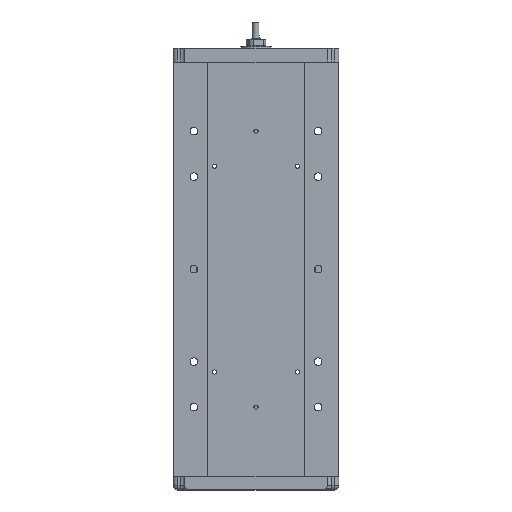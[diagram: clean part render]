
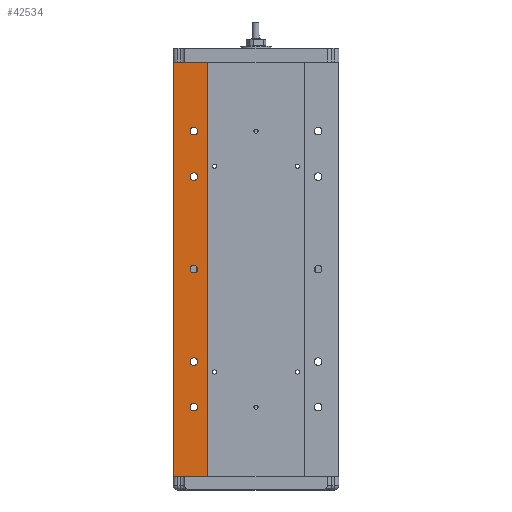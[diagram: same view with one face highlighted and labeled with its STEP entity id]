
A CAD part, front view. The second image highlights one B-rep face of the part: STEP entity #42534.
In plain terms, the highlighted planar face has unit normal (0, -1, 0).
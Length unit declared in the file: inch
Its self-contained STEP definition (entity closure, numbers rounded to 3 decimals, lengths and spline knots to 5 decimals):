
#530 = DIRECTION ( 'NONE',  ( 0., 0., 1. ) ) ;
#753 = LINE ( 'NONE', #3811, #24081 ) ;
#982 = CARTESIAN_POINT ( 'NONE',  ( -1.77165, -0.24139, 0.4122 ) ) ;
#1155 = AXIS2_PLACEMENT_3D ( 'NONE', #23444, #19733, #26684 ) ;
#1470 = CARTESIAN_POINT ( 'NONE',  ( -2.3622, -0.24139, 6.20945 ) ) ;
#1675 = ORIENTED_EDGE ( 'NONE', *, *, #14799, .T. ) ;
#1938 = VERTEX_POINT ( 'NONE', #41810 ) ;
#2722 = DIRECTION ( 'NONE',  ( 0., 1., 0. ) ) ;
#3058 = CARTESIAN_POINT ( 'NONE',  ( -2.3622, -0.24139, 6.20945 ) ) ;
#3550 = CIRCLE ( 'NONE', #27881, 0.10827 ) ;
#3740 = DIRECTION ( 'NONE',  ( 0., 0., 1. ) ) ;
#3811 = CARTESIAN_POINT ( 'NONE',  ( -1.37795, -0.24139, -5.60157 ) ) ;
#3974 = CIRCLE ( 'NONE', #1155, 0.10827 ) ;
#4182 = DIRECTION ( 'NONE',  ( 0., 0., 1. ) ) ;
#4409 = DIRECTION ( 'NONE',  ( 0., 0., 1. ) ) ;
#4946 = ORIENTED_EDGE ( 'NONE', *, *, #40568, .T. ) ;
#5014 = CARTESIAN_POINT ( 'NONE',  ( -1.77165, -0.24139, 2.83346 ) ) ;
#5818 = VERTEX_POINT ( 'NONE', #20183 ) ;
#5843 = EDGE_CURVE ( 'NONE', #13810, #24848, #753, .T. ) ;
#6076 = EDGE_LOOP ( 'NONE', ( #31232, #10481 ) ) ;
#7255 = DIRECTION ( 'NONE',  ( 0., 1., 0. ) ) ;
#7783 = DIRECTION ( 'NONE',  ( 0., -1., 0. ) ) ;
#8280 = CIRCLE ( 'NONE', #32647, 0.10827 ) ;
#8782 = VERTEX_POINT ( 'NONE', #26699 ) ;
#8785 = VECTOR ( 'NONE', #13417, 39.37008 ) ;
#9295 = AXIS2_PLACEMENT_3D ( 'NONE', #9845, #30318, #16826 ) ;
#9330 = EDGE_CURVE ( 'NONE', #14637, #8782, #40623, .T. ) ;
#9447 = EDGE_CURVE ( 'NONE', #34685, #42099, #23231, .T. ) ;
#9705 = LINE ( 'NONE', #23020, #8785 ) ;
#9845 = CARTESIAN_POINT ( 'NONE',  ( -1.77165, -0.24139, -2.33386 ) ) ;
#9896 = DIRECTION ( 'NONE',  ( 0., 0., 1. ) ) ;
#10117 = CARTESIAN_POINT ( 'NONE',  ( -1.77165, -0.24139, 4.24094 ) ) ;
#10425 = LINE ( 'NONE', #30689, #22596 ) ;
#10481 = ORIENTED_EDGE ( 'NONE', *, *, #9447, .T. ) ;
#11056 = EDGE_LOOP ( 'NONE', ( #1675, #28427 ) ) ;
#11057 = FACE_OUTER_BOUND ( 'NONE', #41572, .T. ) ;
#11435 = ORIENTED_EDGE ( 'NONE', *, *, #33908, .T. ) ;
#11641 = AXIS2_PLACEMENT_3D ( 'NONE', #13796, #33616, #34052 ) ;
#12022 = AXIS2_PLACEMENT_3D ( 'NONE', #27687, #24444, #4182 ) ;
#12785 = EDGE_LOOP ( 'NONE', ( #4946, #35590 ) ) ;
#12850 = EDGE_CURVE ( 'NONE', #1938, #13810, #10425, .T. ) ;
#13166 = CIRCLE ( 'NONE', #29863, 0.10827 ) ;
#13417 = DIRECTION ( 'NONE',  ( 0., 0., -1. ) ) ;
#13796 = CARTESIAN_POINT ( 'NONE',  ( -1.77165, -0.24139, 4.24094 ) ) ;
#13810 = VERTEX_POINT ( 'NONE', #18957 ) ;
#14124 = LINE ( 'NONE', #1470, #28880 ) ;
#14131 = VERTEX_POINT ( 'NONE', #37264 ) ;
#14161 = AXIS2_PLACEMENT_3D ( 'NONE', #42318, #22716, #39077 ) ;
#14550 = FACE_BOUND ( 'NONE', #37375, .T. ) ;
#14619 = CARTESIAN_POINT ( 'NONE',  ( -1.77165, -0.24139, -2.44213 ) ) ;
#14637 = VERTEX_POINT ( 'NONE', #21913 ) ;
#14799 = EDGE_CURVE ( 'NONE', #8782, #14637, #3974, .T. ) ;
#15145 = EDGE_LOOP ( 'NONE', ( #18247, #30114 ) ) ;
#16826 = DIRECTION ( 'NONE',  ( 0., 0., 1. ) ) ;
#17330 = CIRCLE ( 'NONE', #25671, 0.10827 ) ;
#17431 = EDGE_CURVE ( 'NONE', #5818, #22285, #13166, .T. ) ;
#18247 = ORIENTED_EDGE ( 'NONE', *, *, #31194, .T. ) ;
#18957 = CARTESIAN_POINT ( 'NONE',  ( -1.37795, -0.24139, -5.60157 ) ) ;
#19357 = VERTEX_POINT ( 'NONE', #3058 ) ;
#19649 = CARTESIAN_POINT ( 'NONE',  ( -1.77165, -0.24139, -2.22559 ) ) ;
#19733 = DIRECTION ( 'NONE',  ( 0., 1., 0. ) ) ;
#20143 = DIRECTION ( 'NONE',  ( 0., 0., 1. ) ) ;
#20183 = CARTESIAN_POINT ( 'NONE',  ( -1.77165, -0.24139, 4.34921 ) ) ;
#20378 = EDGE_CURVE ( 'NONE', #19357, #1938, #9705, .T. ) ;
#20618 = CARTESIAN_POINT ( 'NONE',  ( -1.77165, -0.24139, 3.05 ) ) ;
#20673 = DIRECTION ( 'NONE',  ( 0., 0., -1. ) ) ;
#21858 = ORIENTED_EDGE ( 'NONE', *, *, #17431, .T. ) ;
#21913 = CARTESIAN_POINT ( 'NONE',  ( -1.77165, -0.24139, -3.74134 ) ) ;
#22285 = VERTEX_POINT ( 'NONE', #27901 ) ;
#22596 = VECTOR ( 'NONE', #31119, 39.37008 ) ;
#22716 = DIRECTION ( 'NONE',  ( 0., 1., 0. ) ) ;
#23020 = CARTESIAN_POINT ( 'NONE',  ( -2.3622, -0.24139, -5.60157 ) ) ;
#23231 = CIRCLE ( 'NONE', #9295, 0.10827 ) ;
#23444 = CARTESIAN_POINT ( 'NONE',  ( -1.77165, -0.24139, -3.63307 ) ) ;
#23697 = VERTEX_POINT ( 'NONE', #5014 ) ;
#24081 = VECTOR ( 'NONE', #530, 39.37008 ) ;
#24368 = FACE_BOUND ( 'NONE', #15145, .T. ) ;
#24382 = VERTEX_POINT ( 'NONE', #20618 ) ;
#24444 = DIRECTION ( 'NONE',  ( 0., 1., 0. ) ) ;
#24455 = ORIENTED_EDGE ( 'NONE', *, *, #36122, .T. ) ;
#24465 = CARTESIAN_POINT ( 'NONE',  ( -1.77165, -0.24139, 2.94173 ) ) ;
#24565 = FACE_BOUND ( 'NONE', #12785, .T. ) ;
#24848 = VERTEX_POINT ( 'NONE', #32777 ) ;
#24871 = CIRCLE ( 'NONE', #11641, 0.10827 ) ;
#25146 = AXIS2_PLACEMENT_3D ( 'NONE', #40295, #7783, #20673 ) ;
#25671 = AXIS2_PLACEMENT_3D ( 'NONE', #24465, #7255, #4409 ) ;
#26117 = EDGE_CURVE ( 'NONE', #14131, #32604, #8280, .T. ) ;
#26430 = CIRCLE ( 'NONE', #27820, 0.10827 ) ;
#26670 = CARTESIAN_POINT ( 'NONE',  ( -1.77165, -0.24139, 0.30394 ) ) ;
#26684 = DIRECTION ( 'NONE',  ( 0., 0., 1. ) ) ;
#26699 = CARTESIAN_POINT ( 'NONE',  ( -1.77165, -0.24139, -3.5248 ) ) ;
#27681 = DIRECTION ( 'NONE',  ( 0., 1., 0. ) ) ;
#27687 = CARTESIAN_POINT ( 'NONE',  ( -1.77165, -0.24139, 0.30394 ) ) ;
#27745 = ORIENTED_EDGE ( 'NONE', *, *, #20378, .T. ) ;
#27820 = AXIS2_PLACEMENT_3D ( 'NONE', #37735, #27681, #3740 ) ;
#27838 = DIRECTION ( 'NONE',  ( -1., 0., 0. ) ) ;
#27881 = AXIS2_PLACEMENT_3D ( 'NONE', #39978, #36483, #20143 ) ;
#27901 = CARTESIAN_POINT ( 'NONE',  ( -1.77165, -0.24139, 4.13268 ) ) ;
#28312 = EDGE_CURVE ( 'NONE', #23697, #24382, #3550, .T. ) ;
#28427 = ORIENTED_EDGE ( 'NONE', *, *, #9330, .T. ) ;
#28880 = VECTOR ( 'NONE', #27838, 39.37008 ) ;
#29863 = AXIS2_PLACEMENT_3D ( 'NONE', #10117, #2722, #42604 ) ;
#29955 = DIRECTION ( 'NONE',  ( 0., 1., 0. ) ) ;
#30114 = ORIENTED_EDGE ( 'NONE', *, *, #26117, .T. ) ;
#30318 = DIRECTION ( 'NONE',  ( 0., 1., 0. ) ) ;
#30674 = FACE_BOUND ( 'NONE', #6076, .T. ) ;
#30689 = CARTESIAN_POINT ( 'NONE',  ( -2.3622, -0.24139, -5.60157 ) ) ;
#31119 = DIRECTION ( 'NONE',  ( 1., 0., 0. ) ) ;
#31194 = EDGE_CURVE ( 'NONE', #32604, #14131, #40583, .T. ) ;
#31232 = ORIENTED_EDGE ( 'NONE', *, *, #39103, .T. ) ;
#32604 = VERTEX_POINT ( 'NONE', #982 ) ;
#32647 = AXIS2_PLACEMENT_3D ( 'NONE', #26670, #29955, #9896 ) ;
#32777 = CARTESIAN_POINT ( 'NONE',  ( -1.37795, -0.24139, 6.20945 ) ) ;
#33616 = DIRECTION ( 'NONE',  ( 0., 1., 0. ) ) ;
#33908 = EDGE_CURVE ( 'NONE', #24848, #19357, #14124, .T. ) ;
#34052 = DIRECTION ( 'NONE',  ( 0., 0., 1. ) ) ;
#34685 = VERTEX_POINT ( 'NONE', #14619 ) ;
#35590 = ORIENTED_EDGE ( 'NONE', *, *, #28312, .T. ) ;
#36122 = EDGE_CURVE ( 'NONE', #22285, #5818, #24871, .T. ) ;
#36483 = DIRECTION ( 'NONE',  ( 0., 1., 0. ) ) ;
#36767 = ORIENTED_EDGE ( 'NONE', *, *, #5843, .T. ) ;
#37264 = CARTESIAN_POINT ( 'NONE',  ( -1.77165, -0.24139, 0.19567 ) ) ;
#37375 = EDGE_LOOP ( 'NONE', ( #21858, #24455 ) ) ;
#37669 = PLANE ( 'NONE',  #25146 ) ;
#37735 = CARTESIAN_POINT ( 'NONE',  ( -1.77165, -0.24139, -2.33386 ) ) ;
#39077 = DIRECTION ( 'NONE',  ( 0., 0., 1. ) ) ;
#39103 = EDGE_CURVE ( 'NONE', #42099, #34685, #26430, .T. ) ;
#39487 = ORIENTED_EDGE ( 'NONE', *, *, #12850, .T. ) ;
#39978 = CARTESIAN_POINT ( 'NONE',  ( -1.77165, -0.24139, 2.94173 ) ) ;
#40295 = CARTESIAN_POINT ( 'NONE',  ( -2.3622, -0.24139, -5.60157 ) ) ;
#40568 = EDGE_CURVE ( 'NONE', #24382, #23697, #17330, .T. ) ;
#40583 = CIRCLE ( 'NONE', #12022, 0.10827 ) ;
#40623 = CIRCLE ( 'NONE', #14161, 0.10827 ) ;
#40924 = FACE_BOUND ( 'NONE', #11056, .T. ) ;
#41572 = EDGE_LOOP ( 'NONE', ( #27745, #39487, #36767, #11435 ) ) ;
#41810 = CARTESIAN_POINT ( 'NONE',  ( -2.3622, -0.24139, -5.60157 ) ) ;
#42099 = VERTEX_POINT ( 'NONE', #19649 ) ;
#42318 = CARTESIAN_POINT ( 'NONE',  ( -1.77165, -0.24139, -3.63307 ) ) ;
#42534 = ADVANCED_FACE ( 'NONE', ( #24565, #30674, #24368, #14550, #40924, #11057 ), #37669, .T. ) ;
#42604 = DIRECTION ( 'NONE',  ( 0., 0., 1. ) ) ;
